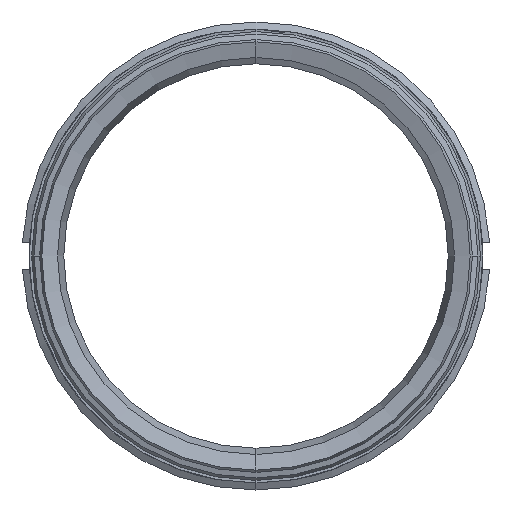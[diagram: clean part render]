
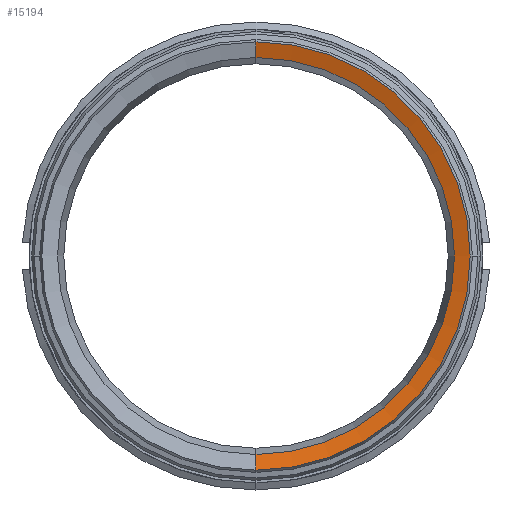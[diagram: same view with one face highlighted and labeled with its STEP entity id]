
A CAD part, left-side view. The second image highlights one B-rep face of the part: STEP entity #15194.
In plain terms, the highlighted conical face has half-angle 74 degrees and reference radius 84.963 mm.
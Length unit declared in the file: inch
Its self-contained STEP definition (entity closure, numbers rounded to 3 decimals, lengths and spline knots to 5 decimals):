
#177 = CARTESIAN_POINT ( 'NONE',  ( 0., 0., 0. ) ) ;
#303 = ORIENTED_EDGE ( 'NONE', *, *, #15192, .F. ) ;
#524 = VECTOR ( 'NONE', #15934, 39.37008 ) ;
#553 = DIRECTION ( 'NONE',  ( -1., 0., 0. ) ) ;
#667 = CARTESIAN_POINT ( 'NONE',  ( 0., 0., 3.345 ) ) ;
#1669 = LINE ( 'NONE', #16066, #28419 ) ;
#2330 = AXIS2_PLACEMENT_3D ( 'NONE', #177, #553, #6151 ) ;
#2351 = CIRCLE ( 'NONE', #24503, 3.1 ) ;
#5049 = LINE ( 'NONE', #10834, #524 ) ;
#6151 = DIRECTION ( 'NONE',  ( 0., 0., 1. ) ) ;
#6305 = ORIENTED_EDGE ( 'NONE', *, *, #10853, .T. ) ;
#6682 = VERTEX_POINT ( 'NONE', #667 ) ;
#7322 = DIRECTION ( 'NONE',  ( -1., 0., 0. ) ) ;
#8567 = ORIENTED_EDGE ( 'NONE', *, *, #14277, .T. ) ;
#9786 = CARTESIAN_POINT ( 'NONE',  ( 0., 0., -3.345 ) ) ;
#10383 = CARTESIAN_POINT ( 'NONE',  ( 0.07025, 0., 3.1 ) ) ;
#10834 = CARTESIAN_POINT ( 'NONE',  ( 0., 0., 3.345 ) ) ;
#10853 = EDGE_CURVE ( 'NONE', #11962, #6682, #18504, .T. ) ;
#11639 = VERTEX_POINT ( 'NONE', #10383 ) ;
#11896 = VERTEX_POINT ( 'NONE', #25918 ) ;
#11962 = VERTEX_POINT ( 'NONE', #9786 ) ;
#12924 = FACE_OUTER_BOUND ( 'NONE', #31636, .T. ) ;
#13169 = DIRECTION ( 'NONE',  ( -1., 0., 0. ) ) ;
#13643 = CONICAL_SURFACE ( 'NONE', #26825, 3.345, 1.292 ) ;
#14277 = EDGE_CURVE ( 'NONE', #11896, #11962, #1669, .T. ) ;
#15192 = EDGE_CURVE ( 'NONE', #11639, #6682, #5049, .T. ) ;
#15194 = ADVANCED_FACE ( 'NONE', ( #12924 ), #13643, .F. ) ;
#15934 = DIRECTION ( 'NONE',  ( -0.276, 0., 0.961 ) ) ;
#16066 = CARTESIAN_POINT ( 'NONE',  ( 0., 0., -3.345 ) ) ;
#16470 = CARTESIAN_POINT ( 'NONE',  ( 0., 0., 0. ) ) ;
#16622 = EDGE_CURVE ( 'NONE', #11896, #11639, #2351, .T. ) ;
#18504 = CIRCLE ( 'NONE', #2330, 3.345 ) ;
#24503 = AXIS2_PLACEMENT_3D ( 'NONE', #27425, #13169, #32519 ) ;
#24959 = ORIENTED_EDGE ( 'NONE', *, *, #16622, .F. ) ;
#25918 = CARTESIAN_POINT ( 'NONE',  ( 0.07025, 0., -3.1 ) ) ;
#26825 = AXIS2_PLACEMENT_3D ( 'NONE', #16470, #7322, #27376 ) ;
#27376 = DIRECTION ( 'NONE',  ( 0., 0., 1. ) ) ;
#27425 = CARTESIAN_POINT ( 'NONE',  ( 0.07025, 0., 0. ) ) ;
#28419 = VECTOR ( 'NONE', #35590, 39.37008 ) ;
#31636 = EDGE_LOOP ( 'NONE', ( #24959, #8567, #6305, #303 ) ) ;
#32519 = DIRECTION ( 'NONE',  ( 0., 0., 1. ) ) ;
#35590 = DIRECTION ( 'NONE',  ( -0.276, 0., -0.961 ) ) ;
